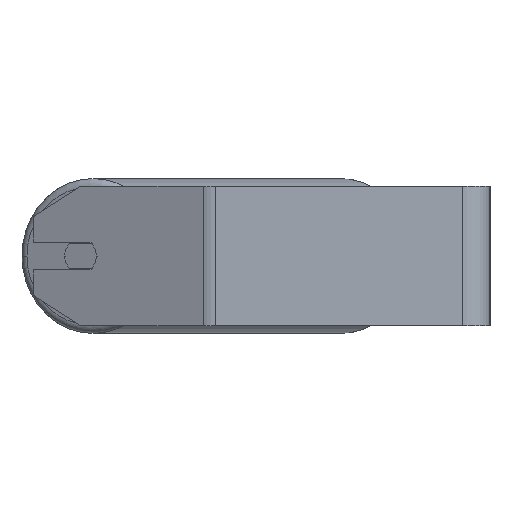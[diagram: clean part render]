
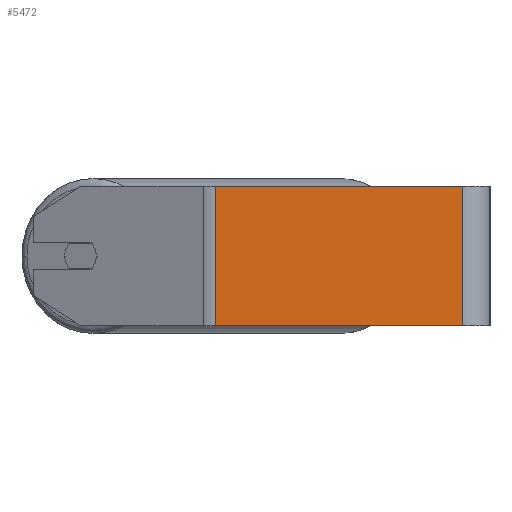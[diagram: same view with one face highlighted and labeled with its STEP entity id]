
A CAD part, left-side view. The second image highlights one B-rep face of the part: STEP entity #5472.
In plain terms, the highlighted planar face has unit normal (-1, 0, 0).
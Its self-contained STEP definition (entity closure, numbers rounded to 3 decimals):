
#205 = ORIENTED_EDGE ( 'NONE', *, *, #404, .F. ) ;
#342 = DIRECTION ( 'NONE',  ( 0., -1., 0. ) ) ;
#343 = LINE ( 'NONE', #2026, #447 ) ;
#404 = EDGE_CURVE ( 'NONE', #3308, #666, #3611, .T. ) ;
#447 = VECTOR ( 'NONE', #6789, 1000. ) ;
#469 = AXIS2_PLACEMENT_3D ( 'NONE', #4238, #3707, #1452 ) ;
#666 = VERTEX_POINT ( 'NONE', #2336 ) ;
#960 = ORIENTED_EDGE ( 'NONE', *, *, #6262, .T. ) ;
#1231 = VERTEX_POINT ( 'NONE', #2469 ) ;
#1452 = DIRECTION ( 'NONE',  ( 0., 0., -1. ) ) ;
#1509 = CARTESIAN_POINT ( 'NONE',  ( -380., 157.881, 40. ) ) ;
#1856 = EDGE_CURVE ( 'NONE', #666, #4869, #2937, .T. ) ;
#2026 = CARTESIAN_POINT ( 'NONE',  ( -380., 161.428, -40. ) ) ;
#2089 = PLANE ( 'NONE',  #469 ) ;
#2287 = CARTESIAN_POINT ( 'NONE',  ( -380., 16., -40. ) ) ;
#2313 = ORIENTED_EDGE ( 'NONE', *, *, #1856, .F. ) ;
#2336 = CARTESIAN_POINT ( 'NONE',  ( -380., 16., 40. ) ) ;
#2464 = DIRECTION ( 'NONE',  ( 0., 0., -1. ) ) ;
#2469 = CARTESIAN_POINT ( 'NONE',  ( -380., 157.881, -40. ) ) ;
#2631 = CARTESIAN_POINT ( 'NONE',  ( -380., 157.881, 40. ) ) ;
#2937 = LINE ( 'NONE', #5099, #5592 ) ;
#3308 = VERTEX_POINT ( 'NONE', #2631 ) ;
#3492 = VECTOR ( 'NONE', #342, 1000. ) ;
#3611 = LINE ( 'NONE', #5164, #3492 ) ;
#3658 = LINE ( 'NONE', #1509, #6662 ) ;
#3707 = DIRECTION ( 'NONE',  ( 1., 0., 0. ) ) ;
#3882 = EDGE_CURVE ( 'NONE', #1231, #4869, #343, .T. ) ;
#4238 = CARTESIAN_POINT ( 'NONE',  ( -380., 161.428, 40. ) ) ;
#4451 = DIRECTION ( 'NONE',  ( 0., 0., -1. ) ) ;
#4564 = EDGE_LOOP ( 'NONE', ( #4654, #2313, #205, #960 ) ) ;
#4654 = ORIENTED_EDGE ( 'NONE', *, *, #3882, .T. ) ;
#4869 = VERTEX_POINT ( 'NONE', #2287 ) ;
#5099 = CARTESIAN_POINT ( 'NONE',  ( -380., 16., 40. ) ) ;
#5164 = CARTESIAN_POINT ( 'NONE',  ( -380., 161.428, 40. ) ) ;
#5472 = ADVANCED_FACE ( 'NONE', ( #5824 ), #2089, .F. ) ;
#5592 = VECTOR ( 'NONE', #4451, 1000. ) ;
#5824 = FACE_OUTER_BOUND ( 'NONE', #4564, .T. ) ;
#6262 = EDGE_CURVE ( 'NONE', #3308, #1231, #3658, .T. ) ;
#6662 = VECTOR ( 'NONE', #2464, 1000. ) ;
#6789 = DIRECTION ( 'NONE',  ( 0., -1., 0. ) ) ;
